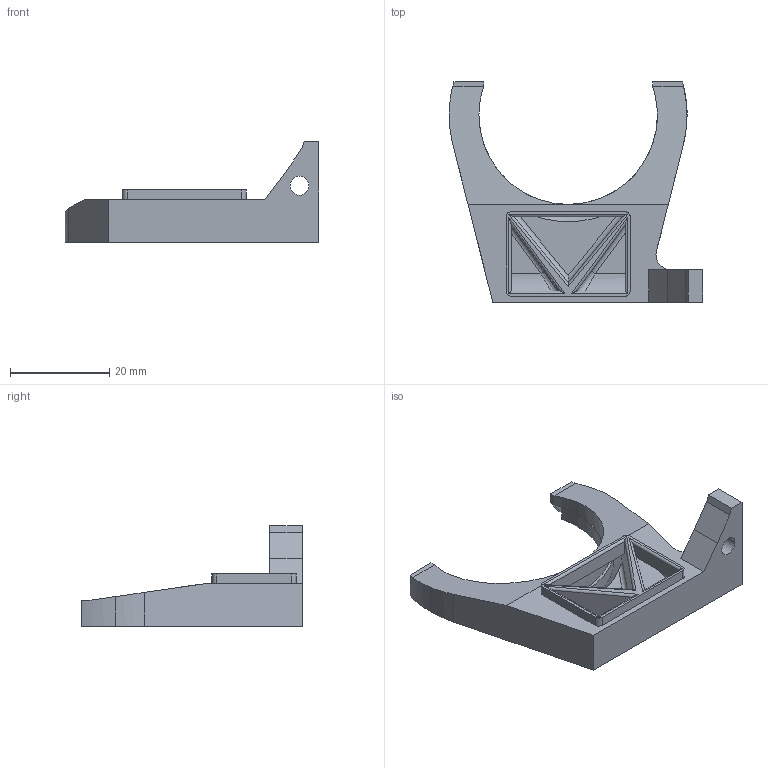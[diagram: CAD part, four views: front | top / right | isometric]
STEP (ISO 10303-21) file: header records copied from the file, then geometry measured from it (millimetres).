
FILE_DESCRIPTION (( 'STEP AP214' ), '1' );
FILE_NAME ('515 Lite6 Fan Shroud 40mm Fan.STEP', '2021-03-17T21:07:56', ( '' ), ( '' ), 'SwSTEP 2.0', 'SolidWorks 2019', '' );
FILE_SCHEMA (( 'AUTOMOTIVE_DESIGN' ));
Length unit declared in the file: millimetre
Products named in the file (1): 515 Lite6 Fan Shroud 40mm Fan
Bounding box: 51.17 x 44.52 x 20.32 mm (x, y, z)
Volume: 6022.6 mm3; surface area: 7492.8 mm2
Topology: 2 solids, 2 shells, 114 faces, 309 edges, 197 vertices
Faces by surface type: plane 62, cylinder 45, bspline 4, cone 3
Entity records: 3805 total; most frequent: CARTESIAN_POINT 965, ORIENTED_EDGE 618, DIRECTION 552, EDGE_CURVE 309, LINE 200, VECTOR 200, VERTEX_POINT 197, AXIS2_PLACEMENT_3D 176
